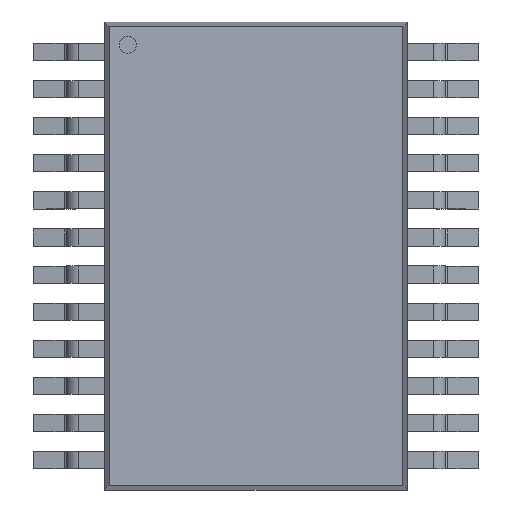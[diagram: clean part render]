
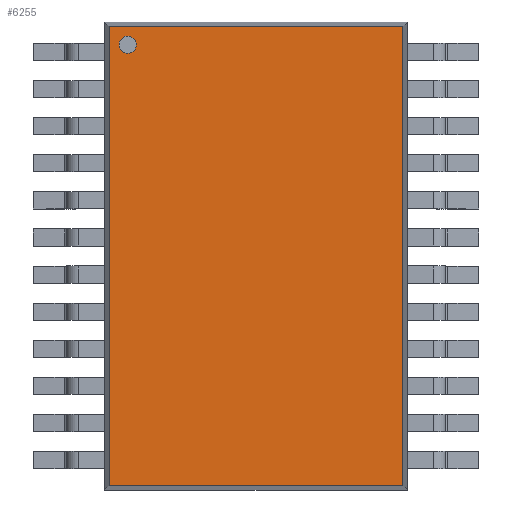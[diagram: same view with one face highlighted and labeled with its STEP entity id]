
A CAD part, top view. The second image highlights one B-rep face of the part: STEP entity #6255.
In plain terms, the highlighted planar face has unit normal (0, 0, 1).
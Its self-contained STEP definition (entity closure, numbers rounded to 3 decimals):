
#13=FACE_BOUND('',#949,.T.);
#195=CIRCLE('',#6770,0.15);
#593=FACE_OUTER_BOUND('',#948,.T.);
#948=EDGE_LOOP('',(#5157,#5158,#5159,#5160));
#949=EDGE_LOOP('',(#5161));
#1533=LINE('',#9992,#2235);
#1536=LINE('',#9997,#2238);
#1538=LINE('',#10001,#2240);
#1539=LINE('',#10003,#2241);
#2235=VECTOR('',#8151,1000.);
#2238=VECTOR('',#8156,1000.);
#2240=VECTOR('',#8160,1000.);
#2241=VECTOR('',#8163,1000.);
#2860=VERTEX_POINT('',#9961);
#2869=VERTEX_POINT('',#9989);
#2870=VERTEX_POINT('',#9991);
#2871=VERTEX_POINT('',#9995);
#2872=VERTEX_POINT('',#9999);
#3649=EDGE_CURVE('',#2860,#2860,#195,.T.);
#3663=EDGE_CURVE('',#2870,#2869,#1533,.T.);
#3666=EDGE_CURVE('',#2869,#2871,#1536,.T.);
#3668=EDGE_CURVE('',#2871,#2872,#1538,.T.);
#3669=EDGE_CURVE('',#2872,#2870,#1539,.T.);
#5157=ORIENTED_EDGE('',*,*,#3663,.T.);
#5158=ORIENTED_EDGE('',*,*,#3666,.T.);
#5159=ORIENTED_EDGE('',*,*,#3668,.T.);
#5160=ORIENTED_EDGE('',*,*,#3669,.T.);
#5161=ORIENTED_EDGE('',*,*,#3649,.F.);
#5933=PLANE('',#6779);
#6255=ADVANCED_FACE('',(#593,#13),#5933,.T.);
#6770=AXIS2_PLACEMENT_3D('',#9963,#8126,#8127);
#6779=AXIS2_PLACEMENT_3D('',#10004,#8164,#8165);
#8126=DIRECTION('center_axis',(0.,0.,
1.));
#8127=DIRECTION('ref_axis',(-1.,0.,0.));
#8151=DIRECTION('',(0.,-1.,0.));
#8156=DIRECTION('',(1.,0.,0.));
#8160=DIRECTION('',(0.,1.,0.));
#8163=DIRECTION('',(-1.,0.,0.));
#8164=DIRECTION('center_axis',(0.,0.,
1.));
#8165=DIRECTION('ref_axis',(-1.,0.,0.));
#9961=CARTESIAN_POINT('',(-1.996,3.715,1.989));
#9963=CARTESIAN_POINT('Origin',(-2.146,3.715,1.989));
#9989=CARTESIAN_POINT('',(-2.469,-4.007,1.989));
#9991=CARTESIAN_POINT('',(-2.469,4.037,1.989));
#9992=CARTESIAN_POINT('',(-2.469,4.115,1.989));
#9995=CARTESIAN_POINT('',(2.676,-4.007,1.989));
#9997=CARTESIAN_POINT('',(-2.546,-4.007,1.989));
#9999=CARTESIAN_POINT('',(2.676,4.037,1.989));
#10001=CARTESIAN_POINT('',(2.676,-4.085,1.989));
#10003=CARTESIAN_POINT('',(2.754,4.037,1.989));
#10004=CARTESIAN_POINT('Origin',(0.104,0.015,1.989));
